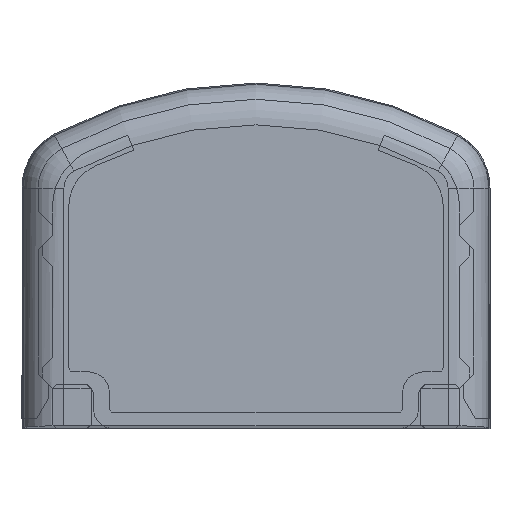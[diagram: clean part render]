
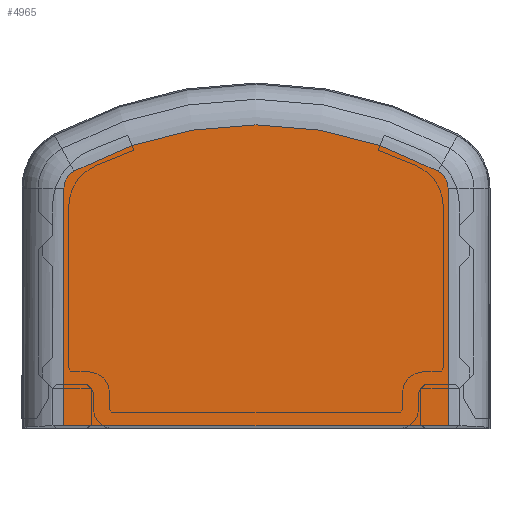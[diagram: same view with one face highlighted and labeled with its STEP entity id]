
A CAD part, left-side view. The second image highlights one B-rep face of the part: STEP entity #4965.
In plain terms, the highlighted planar face has unit normal (-1, 0, 0).
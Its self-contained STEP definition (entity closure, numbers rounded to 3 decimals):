
#200 = CIRCLE ( 'NONE', #7230, 0.945 ) ;
#420 = DIRECTION ( 'NONE',  ( 0., 1., 0. ) ) ;
#620 = AXIS2_PLACEMENT_3D ( 'NONE', #5941, #4720, #5271 ) ;
#817 = CARTESIAN_POINT ( 'NONE',  ( -1003., -9.445, 0.157 ) ) ;
#1031 = CARTESIAN_POINT ( 'NONE',  ( -1003., 0., -3.8 ) ) ;
#1051 = DIRECTION ( 'NONE',  ( 0., -1., 0. ) ) ;
#1063 = CARTESIAN_POINT ( 'NONE',  ( -1003., -8.5, 11.839 ) ) ;
#1118 = VECTOR ( 'NONE', #1051, 1000. ) ;
#1267 = CARTESIAN_POINT ( 'NONE',  ( -1003., -9.445, 11.839 ) ) ;
#1295 = DIRECTION ( 'NONE',  ( -1., 0., 0. ) ) ;
#1556 = AXIS2_PLACEMENT_3D ( 'NONE', #1031, #4783, #420 ) ;
#1582 = EDGE_LOOP ( 'NONE', ( #6464, #3934, #3209, #6390, #7359, #2744 ) ) ;
#1967 = CIRCLE ( 'NONE', #3160, 0.945 ) ;
#2744 = ORIENTED_EDGE ( 'NONE', *, *, #4865, .T. ) ;
#2827 = VERTEX_POINT ( 'NONE', #3280 ) ;
#3134 = DIRECTION ( 'NONE',  ( 0., 1., 0. ) ) ;
#3160 = AXIS2_PLACEMENT_3D ( 'NONE', #3792, #1295, #3134 ) ;
#3206 = CARTESIAN_POINT ( 'NONE',  ( -1003., -8.951, 12.67 ) ) ;
#3209 = ORIENTED_EDGE ( 'NONE', *, *, #3970, .T. ) ;
#3280 = CARTESIAN_POINT ( 'NONE',  ( -1003., 9.445, 11.839 ) ) ;
#3289 = CARTESIAN_POINT ( 'NONE',  ( -1003., 9.445, 0.157 ) ) ;
#3320 = CARTESIAN_POINT ( 'NONE',  ( -1003., 9.445, 11.839 ) ) ;
#3445 = EDGE_CURVE ( 'NONE', #5324, #6792, #5190, .T. ) ;
#3792 = CARTESIAN_POINT ( 'NONE',  ( -1003., 8.5, 11.839 ) ) ;
#3811 = CARTESIAN_POINT ( 'NONE',  ( -1003., 8.951, 12.67 ) ) ;
#3934 = ORIENTED_EDGE ( 'NONE', *, *, #3445, .T. ) ;
#3970 = EDGE_CURVE ( 'NONE', #6792, #5646, #200, .T. ) ;
#4235 = EDGE_CURVE ( 'NONE', #4542, #5324, #4274, .T. ) ;
#4248 = DIRECTION ( 'NONE',  ( -1., 0., 0. ) ) ;
#4274 = LINE ( 'NONE', #6057, #1118 ) ;
#4542 = VERTEX_POINT ( 'NONE', #3289 ) ;
#4720 = DIRECTION ( 'NONE',  ( 1., 0., 0. ) ) ;
#4783 = DIRECTION ( 'NONE',  ( -1., 0., 0. ) ) ;
#4865 = EDGE_CURVE ( 'NONE', #2827, #4542, #7060, .T. ) ;
#4887 = VERTEX_POINT ( 'NONE', #3811 ) ;
#4965 = ADVANCED_FACE ( 'NONE', ( #5894 ), #5434, .F. ) ;
#4995 = VECTOR ( 'NONE', #5154, 1000. ) ;
#5119 = VECTOR ( 'NONE', #6374, 1000. ) ;
#5154 = DIRECTION ( 'NONE',  ( 0., 0., -1. ) ) ;
#5159 = CIRCLE ( 'NONE', #1556, 18.745 ) ;
#5190 = LINE ( 'NONE', #1267, #5119 ) ;
#5271 = DIRECTION ( 'NONE',  ( 0., 1., 0. ) ) ;
#5324 = VERTEX_POINT ( 'NONE', #817 ) ;
#5434 = PLANE ( 'NONE',  #620 ) ;
#5585 = EDGE_CURVE ( 'NONE', #5646, #4887, #5159, .T. ) ;
#5646 = VERTEX_POINT ( 'NONE', #3206 ) ;
#5894 = FACE_OUTER_BOUND ( 'NONE', #1582, .T. ) ;
#5941 = CARTESIAN_POINT ( 'NONE',  ( -1003., -8.5, 11.839 ) ) ;
#6057 = CARTESIAN_POINT ( 'NONE',  ( -1003., -8.5, 0.157 ) ) ;
#6374 = DIRECTION ( 'NONE',  ( 0., 0., 1. ) ) ;
#6390 = ORIENTED_EDGE ( 'NONE', *, *, #5585, .T. ) ;
#6464 = ORIENTED_EDGE ( 'NONE', *, *, #4235, .T. ) ;
#6792 = VERTEX_POINT ( 'NONE', #7542 ) ;
#7060 = LINE ( 'NONE', #3320, #4995 ) ;
#7230 = AXIS2_PLACEMENT_3D ( 'NONE', #1063, #4248, #7522 ) ;
#7359 = ORIENTED_EDGE ( 'NONE', *, *, #7795, .T. ) ;
#7522 = DIRECTION ( 'NONE',  ( 0., 1., 0. ) ) ;
#7542 = CARTESIAN_POINT ( 'NONE',  ( -1003., -9.445, 11.839 ) ) ;
#7795 = EDGE_CURVE ( 'NONE', #4887, #2827, #1967, .T. ) ;
